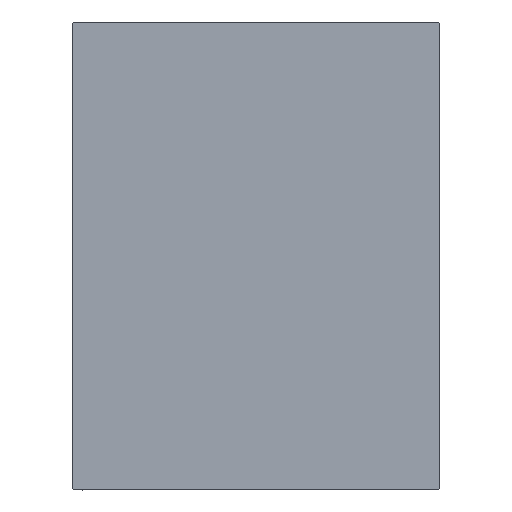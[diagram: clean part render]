
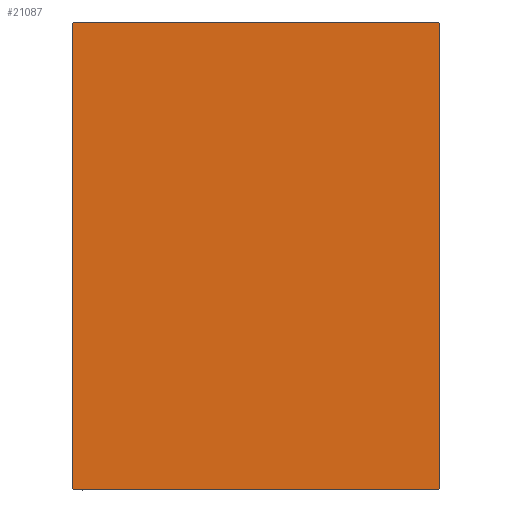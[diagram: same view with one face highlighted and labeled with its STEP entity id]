
A CAD part, left-side view. The second image highlights one B-rep face of the part: STEP entity #21087.
In plain terms, the highlighted face is planar.
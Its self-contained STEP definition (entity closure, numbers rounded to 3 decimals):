
#361 = ORIENTED_EDGE ( 'NONE', *, *, #13856, .T. ) ;
#384 = CARTESIAN_POINT ( 'NONE',  ( 293., 62.35, -62.35 ) ) ;
#1049 = DIRECTION ( 'NONE',  ( 0., -0.707, 0.707 ) ) ;
#1700 = VECTOR ( 'NONE', #1049, 1000. ) ;
#1829 = LINE ( 'NONE', #39810, #4655 ) ;
#2667 = AXIS2_PLACEMENT_3D ( 'NONE', #41624, #14186, #4681 ) ;
#3717 = CARTESIAN_POINT ( 'NONE',  ( 293., -55., -70. ) ) ;
#3946 = DIRECTION ( 'NONE',  ( 0., 1., 0. ) ) ;
#4265 = DIRECTION ( 'NONE',  ( 0., -0.707, -0.707 ) ) ;
#4432 = EDGE_CURVE ( 'NONE', #40159, #9222, #37058, .T. ) ;
#4655 = VECTOR ( 'NONE', #8668, 1000. ) ;
#4681 = DIRECTION ( 'NONE',  ( 0., 0., -1. ) ) ;
#5140 = EDGE_CURVE ( 'NONE', #9594, #40154, #30676, .T. ) ;
#6624 = ORIENTED_EDGE ( 'NONE', *, *, #4432, .T. ) ;
#6738 = DIRECTION ( 'NONE',  ( 0., 0.707, -0.707 ) ) ;
#7356 = VECTOR ( 'NONE', #24051, 1000. ) ;
#7447 = DIRECTION ( 'NONE',  ( 0., 0.707, 0.707 ) ) ;
#8668 = DIRECTION ( 'NONE',  ( 0., -1., 0. ) ) ;
#8932 = ORIENTED_EDGE ( 'NONE', *, *, #5140, .T. ) ;
#9222 = VERTEX_POINT ( 'NONE', #27630 ) ;
#9594 = VERTEX_POINT ( 'NONE', #34452 ) ;
#9900 = LINE ( 'NONE', #26933, #7356 ) ;
#10792 = CARTESIAN_POINT ( 'NONE',  ( 293., 54.7, 70. ) ) ;
#11055 = VECTOR ( 'NONE', #35294, 1000. ) ;
#12167 = EDGE_CURVE ( 'NONE', #16445, #40159, #9900, .T. ) ;
#13856 = EDGE_CURVE ( 'NONE', #42561, #16445, #27715, .T. ) ;
#13887 = CARTESIAN_POINT ( 'NONE',  ( 293., 62.35, 62.35 ) ) ;
#14186 = DIRECTION ( 'NONE',  ( 1., 0., 0. ) ) ;
#14624 = PLANE ( 'NONE',  #2667 ) ;
#15076 = VECTOR ( 'NONE', #7447, 1000. ) ;
#15096 = VERTEX_POINT ( 'NONE', #10792 ) ;
#15566 = EDGE_CURVE ( 'NONE', #15096, #42561, #1829, .T. ) ;
#16445 = VERTEX_POINT ( 'NONE', #37020 ) ;
#17720 = CARTESIAN_POINT ( 'NONE',  ( 293., -54.7, 70. ) ) ;
#18204 = CARTESIAN_POINT ( 'NONE',  ( 293., -62.35, 62.35 ) ) ;
#18670 = ORIENTED_EDGE ( 'NONE', *, *, #34143, .T. ) ;
#19460 = EDGE_CURVE ( 'NONE', #9222, #9594, #34261, .T. ) ;
#19993 = VECTOR ( 'NONE', #6738, 1000. ) ;
#21087 = ADVANCED_FACE ( 'NONE', ( #21273 ), #14624, .T. ) ;
#21273 = FACE_OUTER_BOUND ( 'NONE', #35359, .T. ) ;
#21796 = LINE ( 'NONE', #38837, #11055 ) ;
#23353 = EDGE_CURVE ( 'NONE', #35972, #15096, #31576, .T. ) ;
#24051 = DIRECTION ( 'NONE',  ( 0., 0., -1. ) ) ;
#25019 = ORIENTED_EDGE ( 'NONE', *, *, #23353, .T. ) ;
#26933 = CARTESIAN_POINT ( 'NONE',  ( 293., -55., 70. ) ) ;
#27586 = ORIENTED_EDGE ( 'NONE', *, *, #19460, .T. ) ;
#27630 = CARTESIAN_POINT ( 'NONE',  ( 293., -54.7, -70. ) ) ;
#27715 = LINE ( 'NONE', #18204, #32156 ) ;
#30676 = LINE ( 'NONE', #384, #15076 ) ;
#31576 = LINE ( 'NONE', #13887, #1700 ) ;
#32156 = VECTOR ( 'NONE', #4265, 1000. ) ;
#32298 = VECTOR ( 'NONE', #3946, 1000. ) ;
#33851 = ORIENTED_EDGE ( 'NONE', *, *, #15566, .T. ) ;
#34143 = EDGE_CURVE ( 'NONE', #40154, #35972, #21796, .T. ) ;
#34261 = LINE ( 'NONE', #3717, #32298 ) ;
#34452 = CARTESIAN_POINT ( 'NONE',  ( 293., 54.7, -70. ) ) ;
#35294 = DIRECTION ( 'NONE',  ( 0., 0., 1. ) ) ;
#35359 = EDGE_LOOP ( 'NONE', ( #27586, #8932, #18670, #25019, #33851, #361, #40191, #6624 ) ) ;
#35972 = VERTEX_POINT ( 'NONE', #37402 ) ;
#36513 = CARTESIAN_POINT ( 'NONE',  ( 293., -55., -69.7 ) ) ;
#37020 = CARTESIAN_POINT ( 'NONE',  ( 293., -55., 69.7 ) ) ;
#37058 = LINE ( 'NONE', #40166, #19993 ) ;
#37402 = CARTESIAN_POINT ( 'NONE',  ( 293., 55., 69.7 ) ) ;
#38837 = CARTESIAN_POINT ( 'NONE',  ( 293., 55., -70. ) ) ;
#39810 = CARTESIAN_POINT ( 'NONE',  ( 293., 55., 70. ) ) ;
#40154 = VERTEX_POINT ( 'NONE', #42047 ) ;
#40159 = VERTEX_POINT ( 'NONE', #36513 ) ;
#40166 = CARTESIAN_POINT ( 'NONE',  ( 293., -62.35, -62.35 ) ) ;
#40191 = ORIENTED_EDGE ( 'NONE', *, *, #12167, .T. ) ;
#41624 = CARTESIAN_POINT ( 'NONE',  ( 293., 0., 0. ) ) ;
#42047 = CARTESIAN_POINT ( 'NONE',  ( 293., 55., -69.7 ) ) ;
#42561 = VERTEX_POINT ( 'NONE', #17720 ) ;
